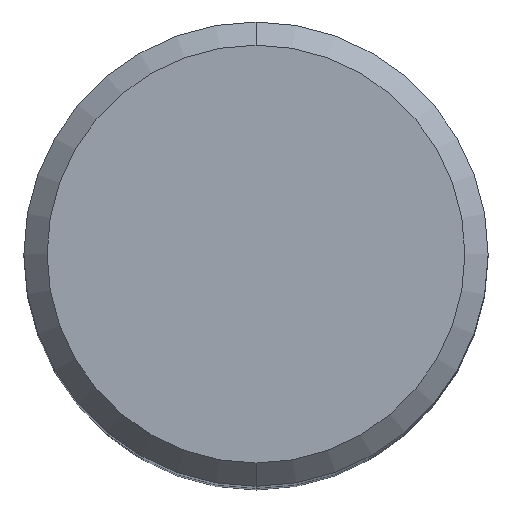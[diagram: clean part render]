
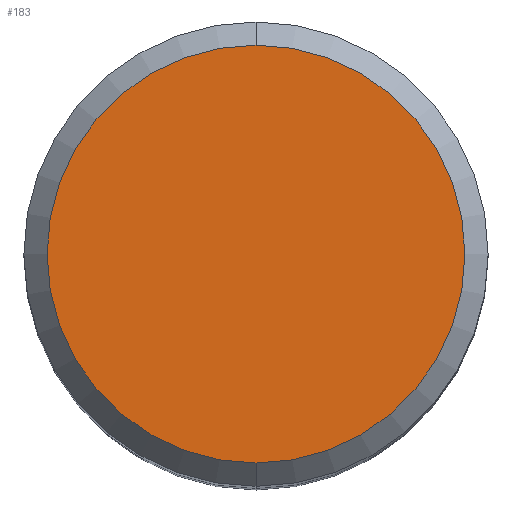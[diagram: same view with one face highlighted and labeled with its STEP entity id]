
A CAD part, top view. The second image highlights one B-rep face of the part: STEP entity #183.
In plain terms, the highlighted planar face has unit normal (0, 0, 1).
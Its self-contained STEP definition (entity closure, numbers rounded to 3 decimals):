
#103=EDGE_CURVE('',#147,#193,#240,.T.);
#123=EDGE_CURVE('',#193,#147,#263,.T.);
#147=VERTEX_POINT('',#289);
#183=ADVANCED_FACE('',(#326),#327,.T.);
#193=VERTEX_POINT('',#340);
#240=CIRCLE('',#389,9.0);
#263=CIRCLE('',#417,9.0);
#289=CARTESIAN_POINT('',(0.,-9.0,0.0));
#326=FACE_OUTER_BOUND('',#502,.T.);
#327=PLANE('',#503);
#340=CARTESIAN_POINT('',(0.0,9.0,0.0));
#389=AXIS2_PLACEMENT_3D('',#559,#560,#561);
#417=AXIS2_PLACEMENT_3D('',#595,#596,#597);
#502=EDGE_LOOP('',(#651,#652));
#503=AXIS2_PLACEMENT_3D('',#653,#654,#655);
#559=CARTESIAN_POINT('',(0.0,0.0,0.0));
#560=DIRECTION('',(0.0,0.0,-1.0));
#561=DIRECTION('',(0.0,1.0,0.0));
#595=CARTESIAN_POINT('',(0.0,0.0,0.0));
#596=DIRECTION('',(0.0,0.0,-1.0));
#597=DIRECTION('',(0.0,1.0,0.0));
#651=ORIENTED_EDGE('',*,*,#123,.F.);
#652=ORIENTED_EDGE('',*,*,#103,.F.);
#653=CARTESIAN_POINT('',(0.0,4.5,0.0));
#654=DIRECTION('',(-0.0,0.0,1.0));
#655=DIRECTION('',(0.0,-1.0,0.0));
